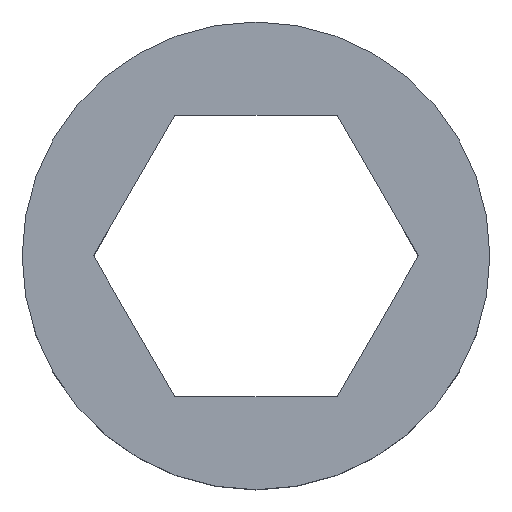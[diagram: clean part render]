
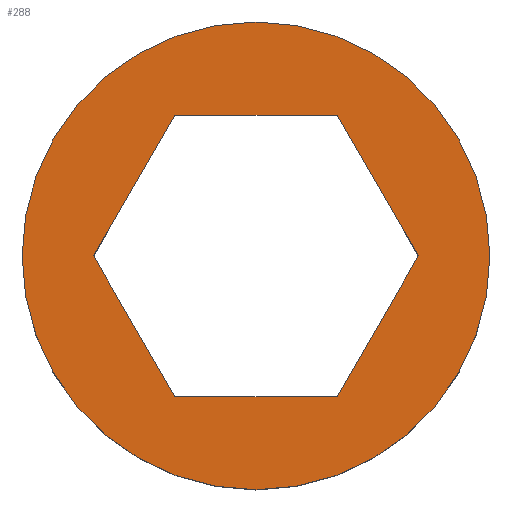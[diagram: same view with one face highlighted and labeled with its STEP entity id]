
A CAD part, top view. The second image highlights one B-rep face of the part: STEP entity #288.
In plain terms, the highlighted planar face has unit normal (0, 0, 1).
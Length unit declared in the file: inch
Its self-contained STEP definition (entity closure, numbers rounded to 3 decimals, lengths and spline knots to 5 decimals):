
#1 = DIRECTION ( 'NONE',  ( 0.5, -0.866, 0. ) ) ;
#5 = EDGE_CURVE ( 'NONE', #286, #132, #9, .T. ) ;
#6 = VERTEX_POINT ( 'NONE', #290 ) ;
#7 = CARTESIAN_POINT ( 'NONE',  ( -0.21708, 0., 0.1875 ) ) ;
#9 = CIRCLE ( 'NONE', #144, 0.3125 ) ;
#10 = CARTESIAN_POINT ( 'NONE',  ( 0.10854, -0.188, 0.1875 ) ) ;
#14 = DIRECTION ( 'NONE',  ( 0.5, 0.866, 0. ) ) ;
#15 = CARTESIAN_POINT ( 'NONE',  ( 0.10854, -0.188, 0.1875 ) ) ;
#21 = LINE ( 'NONE', #119, #314 ) ;
#22 = CARTESIAN_POINT ( 'NONE',  ( 0.10854, 0.188, 0.1875 ) ) ;
#23 = CIRCLE ( 'NONE', #277, 0.3125 ) ;
#24 = LINE ( 'NONE', #7, #208 ) ;
#31 = DIRECTION ( 'NONE',  ( 0., 0., 1. ) ) ;
#36 = EDGE_CURVE ( 'NONE', #6, #305, #240, .T. ) ;
#38 = DIRECTION ( 'NONE',  ( 0., 0., 1. ) ) ;
#48 = CARTESIAN_POINT ( 'NONE',  ( -0.10854, -0.188, 0.1875 ) ) ;
#51 = DIRECTION ( 'NONE',  ( -0.5, -0.866, 0. ) ) ;
#52 = VERTEX_POINT ( 'NONE', #71 ) ;
#56 = VECTOR ( 'NONE', #14, 39.37008 ) ;
#59 = ORIENTED_EDGE ( 'NONE', *, *, #36, .F. ) ;
#61 = CARTESIAN_POINT ( 'NONE',  ( 0., 0., 0.1875 ) ) ;
#71 = CARTESIAN_POINT ( 'NONE',  ( -0.10854, 0.188, 0.1875 ) ) ;
#80 = CARTESIAN_POINT ( 'NONE',  ( 0., 0., 0.1875 ) ) ;
#82 = VERTEX_POINT ( 'NONE', #320 ) ;
#83 = ORIENTED_EDGE ( 'NONE', *, *, #295, .F. ) ;
#102 = CARTESIAN_POINT ( 'NONE',  ( -0.3125, 0., 0.1875 ) ) ;
#119 = CARTESIAN_POINT ( 'NONE',  ( -0.10854, -0.188, 0.1875 ) ) ;
#120 = DIRECTION ( 'NONE',  ( -1., 0., 0. ) ) ;
#124 = EDGE_CURVE ( 'NONE', #212, #302, #21, .T. ) ;
#129 = CARTESIAN_POINT ( 'NONE',  ( -0.10854, 0.188, 0.1875 ) ) ;
#131 = LINE ( 'NONE', #129, #165 ) ;
#132 = VERTEX_POINT ( 'NONE', #247 ) ;
#134 = EDGE_LOOP ( 'NONE', ( #280, #236 ) ) ;
#137 = ORIENTED_EDGE ( 'NONE', *, *, #189, .F. ) ;
#140 = EDGE_CURVE ( 'NONE', #302, #6, #276, .T. ) ;
#144 = AXIS2_PLACEMENT_3D ( 'NONE', #61, #38, #311 ) ;
#147 = DIRECTION ( 'NONE',  ( 0., 0., 1. ) ) ;
#152 = EDGE_LOOP ( 'NONE', ( #59, #205, #313, #83, #185, #137 ) ) ;
#165 = VECTOR ( 'NONE', #51, 39.37008 ) ;
#166 = CARTESIAN_POINT ( 'NONE',  ( 0.21708, 0., 0.1875 ) ) ;
#185 = ORIENTED_EDGE ( 'NONE', *, *, #211, .F. ) ;
#189 = EDGE_CURVE ( 'NONE', #305, #52, #253, .T. ) ;
#204 = FACE_BOUND ( 'NONE', #152, .T. ) ;
#205 = ORIENTED_EDGE ( 'NONE', *, *, #140, .F. ) ;
#206 = FACE_OUTER_BOUND ( 'NONE', #134, .T. ) ;
#208 = VECTOR ( 'NONE', #1, 39.37008 ) ;
#209 = CARTESIAN_POINT ( 'NONE',  ( 0.10854, 0.188, 0.1875 ) ) ;
#211 = EDGE_CURVE ( 'NONE', #52, #82, #131, .T. ) ;
#212 = VERTEX_POINT ( 'NONE', #48 ) ;
#224 = DIRECTION ( 'NONE',  ( 1., 0., 0. ) ) ;
#232 = VECTOR ( 'NONE', #120, 39.37008 ) ;
#236 = ORIENTED_EDGE ( 'NONE', *, *, #291, .T. ) ;
#240 = LINE ( 'NONE', #166, #248 ) ;
#247 = CARTESIAN_POINT ( 'NONE',  ( 0.3125, 0., 0.1875 ) ) ;
#248 = VECTOR ( 'NONE', #287, 39.37008 ) ;
#253 = LINE ( 'NONE', #22, #232 ) ;
#254 = DIRECTION ( 'NONE',  ( 1., 0., 0. ) ) ;
#260 = CARTESIAN_POINT ( 'NONE',  ( 0., 0., 0.1875 ) ) ;
#276 = LINE ( 'NONE', #15, #56 ) ;
#277 = AXIS2_PLACEMENT_3D ( 'NONE', #80, #147, #254 ) ;
#280 = ORIENTED_EDGE ( 'NONE', *, *, #5, .T. ) ;
#286 = VERTEX_POINT ( 'NONE', #102 ) ;
#287 = DIRECTION ( 'NONE',  ( -0.5, 0.866, 0. ) ) ;
#288 = ADVANCED_FACE ( 'NONE', ( #206, #204 ), #304, .T. ) ;
#290 = CARTESIAN_POINT ( 'NONE',  ( 0.21708, 0., 0.1875 ) ) ;
#291 = EDGE_CURVE ( 'NONE', #132, #286, #23, .T. ) ;
#295 = EDGE_CURVE ( 'NONE', #82, #212, #24, .T. ) ;
#302 = VERTEX_POINT ( 'NONE', #10 ) ;
#304 = PLANE ( 'NONE',  #318 ) ;
#305 = VERTEX_POINT ( 'NONE', #209 ) ;
#307 = DIRECTION ( 'NONE',  ( 1., 0., 0. ) ) ;
#311 = DIRECTION ( 'NONE',  ( 1., 0., 0. ) ) ;
#313 = ORIENTED_EDGE ( 'NONE', *, *, #124, .F. ) ;
#314 = VECTOR ( 'NONE', #224, 39.37008 ) ;
#318 = AXIS2_PLACEMENT_3D ( 'NONE', #260, #31, #307 ) ;
#320 = CARTESIAN_POINT ( 'NONE',  ( -0.21708, 0., 0.1875 ) ) ;
